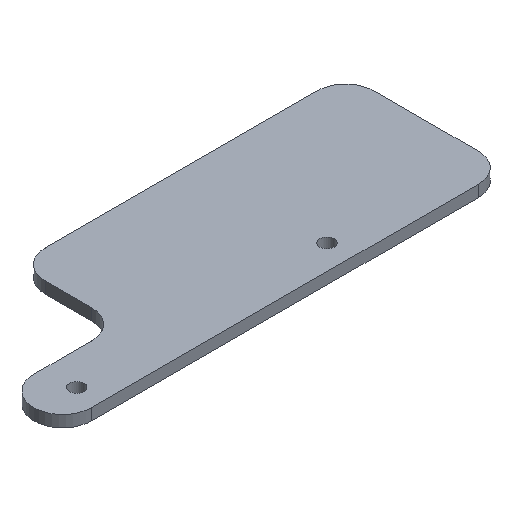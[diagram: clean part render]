
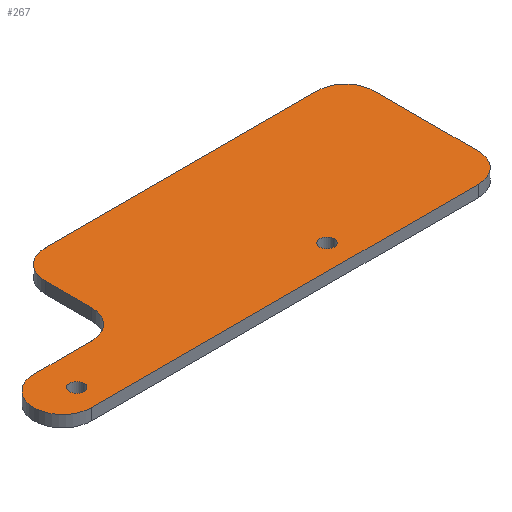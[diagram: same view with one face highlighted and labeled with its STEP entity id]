
A CAD part, isometric view. The second image highlights one B-rep face of the part: STEP entity #267.
In plain terms, the highlighted planar face has unit normal (0, 0, 1).
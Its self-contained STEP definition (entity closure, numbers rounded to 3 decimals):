
#15=FACE_BOUND('',#53,.T.);
#16=FACE_BOUND('',#54,.T.);
#24=PLANE('',#309);
#38=FACE_OUTER_BOUND('',#52,.T.);
#52=EDGE_LOOP('',(#224,#225,#226,#227,#228,#229,#230,#231,#232,#233));
#53=EDGE_LOOP('',(#234));
#54=EDGE_LOOP('',(#235));
#62=LINE('',#411,#84);
#66=LINE('',#423,#88);
#70=LINE('',#435,#92);
#74=LINE('',#447,#96);
#78=LINE('',#459,#100);
#84=VECTOR('',#331,10.);
#88=VECTOR('',#343,10.);
#92=VECTOR('',#355,10.);
#96=VECTOR('',#367,10.);
#100=VECTOR('',#379,10.);
#102=CIRCLE('',#284,1.25);
#104=CIRCLE('',#287,1.25);
#107=CIRCLE('',#292,5.);
#109=CIRCLE('',#296,5.);
#111=CIRCLE('',#300,5.);
#113=CIRCLE('',#304,5.);
#115=CIRCLE('',#308,5.);
#116=VERTEX_POINT('',#393);
#118=VERTEX_POINT('',#399);
#122=VERTEX_POINT('',#408);
#123=VERTEX_POINT('',#410);
#125=VERTEX_POINT('',#416);
#127=VERTEX_POINT('',#422);
#129=VERTEX_POINT('',#428);
#131=VERTEX_POINT('',#434);
#133=VERTEX_POINT('',#440);
#135=VERTEX_POINT('',#446);
#137=VERTEX_POINT('',#452);
#139=VERTEX_POINT('',#458);
#140=EDGE_CURVE('',#116,#116,#102,.T.);
#143=EDGE_CURVE('',#118,#118,#104,.T.);
#148=EDGE_CURVE('',#123,#122,#62,.T.);
#151=EDGE_CURVE('',#125,#123,#107,.T.);
#154=EDGE_CURVE('',#127,#125,#66,.T.);
#157=EDGE_CURVE('',#129,#127,#109,.T.);
#160=EDGE_CURVE('',#131,#129,#70,.T.);
#163=EDGE_CURVE('',#133,#131,#111,.T.);
#166=EDGE_CURVE('',#135,#133,#74,.T.);
#169=EDGE_CURVE('',#137,#135,#113,.T.);
#172=EDGE_CURVE('',#139,#137,#78,.T.);
#175=EDGE_CURVE('',#122,#139,#115,.T.);
#224=ORIENTED_EDGE('',*,*,#175,.T.);
#225=ORIENTED_EDGE('',*,*,#172,.T.);
#226=ORIENTED_EDGE('',*,*,#169,.T.);
#227=ORIENTED_EDGE('',*,*,#166,.T.);
#228=ORIENTED_EDGE('',*,*,#163,.T.);
#229=ORIENTED_EDGE('',*,*,#160,.T.);
#230=ORIENTED_EDGE('',*,*,#157,.T.);
#231=ORIENTED_EDGE('',*,*,#154,.T.);
#232=ORIENTED_EDGE('',*,*,#151,.T.);
#233=ORIENTED_EDGE('',*,*,#148,.T.);
#234=ORIENTED_EDGE('',*,*,#143,.T.);
#235=ORIENTED_EDGE('',*,*,#140,.T.);
#267=ADVANCED_FACE('',(#38,#15,#16),#24,.T.);
#284=AXIS2_PLACEMENT_3D('',#394,#315,#316);
#287=AXIS2_PLACEMENT_3D('',#400,#322,#323);
#292=AXIS2_PLACEMENT_3D('',#417,#337,#338);
#296=AXIS2_PLACEMENT_3D('',#429,#349,#350);
#300=AXIS2_PLACEMENT_3D('',#441,#361,#362);
#304=AXIS2_PLACEMENT_3D('',#453,#373,#374);
#308=AXIS2_PLACEMENT_3D('',#463,#385,#386);
#309=AXIS2_PLACEMENT_3D('',#464,#387,#388);
#315=DIRECTION('center_axis',(0.,0.,-1.));
#316=DIRECTION('ref_axis',(1.,0.,0.));
#322=DIRECTION('center_axis',(0.,0.,-1.));
#323=DIRECTION('ref_axis',(1.,0.,0.));
#331=DIRECTION('',(-1.,0.,0.));
#337=DIRECTION('center_axis',(0.,0.,1.));
#338=DIRECTION('ref_axis',(1.,0.,0.));
#343=DIRECTION('',(0.,1.,0.));
#349=DIRECTION('center_axis',(0.,0.,1.));
#350=DIRECTION('ref_axis',(1.,0.,0.));
#355=DIRECTION('',(1.,0.,0.));
#361=DIRECTION('center_axis',(0.,0.,1.));
#362=DIRECTION('ref_axis',(1.,0.,0.));
#367=DIRECTION('',(-1.,0.,0.));
#373=DIRECTION('center_axis',(0.,0.,-1.));
#374=DIRECTION('ref_axis',(1.,0.,0.));
#379=DIRECTION('',(0.,-1.,0.));
#385=DIRECTION('center_axis',(0.,0.,1.));
#386=DIRECTION('ref_axis',(1.,0.,0.));
#387=DIRECTION('center_axis',(0.,0.,1.));
#388=DIRECTION('ref_axis',(1.,0.,0.));
#393=CARTESIAN_POINT('',(-18.125,4.3,2.));
#394=CARTESIAN_POINT('Origin',(-16.875,4.3,2.));
#399=CARTESIAN_POINT('',(-61.5,4.3,2.));
#400=CARTESIAN_POINT('Origin',(-60.25,4.3,2.));
#408=CARTESIAN_POINT('',(-42.,28.,2.));
#410=CARTESIAN_POINT('',(5.,28.,2.));
#411=CARTESIAN_POINT('',(-42.,28.,2.));
#416=CARTESIAN_POINT('',(10.,23.,2.));
#417=CARTESIAN_POINT('Origin',(5.,23.,2.));
#422=CARTESIAN_POINT('',(10.,5.,2.));
#423=CARTESIAN_POINT('',(10.,23.,2.));
#428=CARTESIAN_POINT('',(5.,0.,2.));
#429=CARTESIAN_POINT('Origin',(5.,5.,2.));
#434=CARTESIAN_POINT('',(-62.,0.,2.));
#435=CARTESIAN_POINT('',(5.,0.,2.));
#440=CARTESIAN_POINT('',(-62.,10.,2.));
#441=CARTESIAN_POINT('Origin',(-62.,5.,2.));
#446=CARTESIAN_POINT('',(-52.,10.,2.));
#447=CARTESIAN_POINT('',(-62.,10.,2.));
#452=CARTESIAN_POINT('',(-47.,15.,2.));
#453=CARTESIAN_POINT('Origin',(-52.,15.,2.));
#458=CARTESIAN_POINT('',(-47.,23.,2.));
#459=CARTESIAN_POINT('',(-47.,15.,2.));
#463=CARTESIAN_POINT('Origin',(-42.,23.,2.));
#464=CARTESIAN_POINT('Origin',(-28.5,14.,2.));
